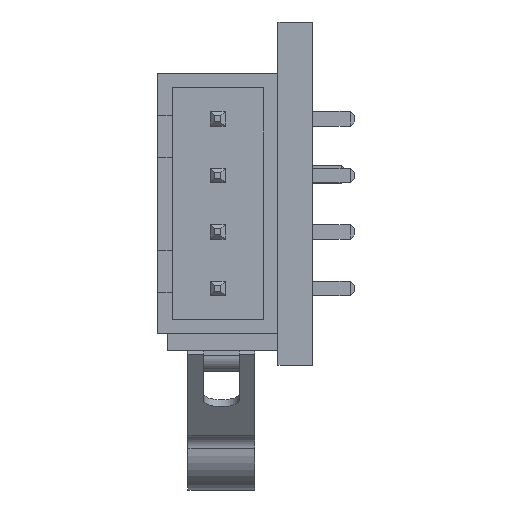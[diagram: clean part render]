
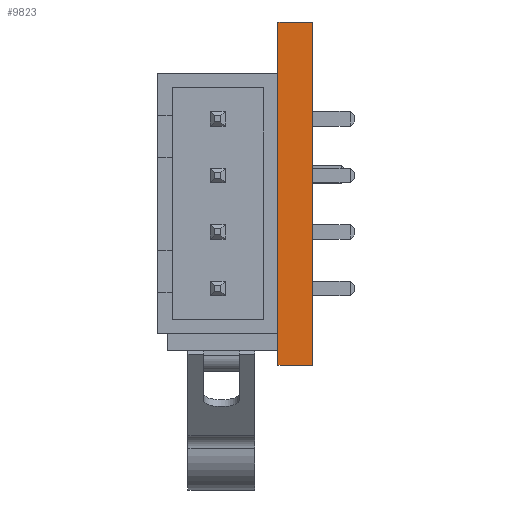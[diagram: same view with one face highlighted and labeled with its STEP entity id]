
A CAD part, left-side view. The second image highlights one B-rep face of the part: STEP entity #9823.
In plain terms, the highlighted planar face has unit normal (-1, 0, 0).
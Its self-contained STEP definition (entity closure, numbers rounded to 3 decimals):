
#352 = EDGE_CURVE ( 'NONE', #6479, #6978, #5132, .T. ) ;
#436 = DIRECTION ( 'NONE',  ( 0., -1., 0. ) ) ;
#593 = PLANE ( 'NONE',  #7112 ) ;
#688 = DIRECTION ( 'NONE',  ( 0., -1., 0. ) ) ;
#743 = VECTOR ( 'NONE', #2439, 1000. ) ;
#856 = VERTEX_POINT ( 'NONE', #5556 ) ;
#999 = CARTESIAN_POINT ( 'NONE',  ( -19.85, 1.65, -8.2 ) ) ;
#1211 = ORIENTED_EDGE ( 'NONE', *, *, #4273, .T. ) ;
#1474 = FACE_OUTER_BOUND ( 'NONE', #7448, .T. ) ;
#1506 = CARTESIAN_POINT ( 'NONE',  ( -19.85, 0., -8.2 ) ) ;
#1635 = DIRECTION ( 'NONE',  ( 0., 0., 1. ) ) ;
#1760 = LINE ( 'NONE', #6203, #2122 ) ;
#1934 = LINE ( 'NONE', #4005, #743 ) ;
#2122 = VECTOR ( 'NONE', #1635, 1000. ) ;
#2432 = ORIENTED_EDGE ( 'NONE', *, *, #2806, .F. ) ;
#2439 = DIRECTION ( 'NONE',  ( 0., 0., 1. ) ) ;
#2570 = EDGE_CURVE ( 'NONE', #856, #8876, #6907, .T. ) ;
#2806 = EDGE_CURVE ( 'NONE', #6479, #856, #1934, .T. ) ;
#4005 = CARTESIAN_POINT ( 'NONE',  ( -19.85, 1.65, 8.2 ) ) ;
#4273 = EDGE_CURVE ( 'NONE', #6978, #8876, #1760, .T. ) ;
#5132 = LINE ( 'NONE', #9030, #8387 ) ;
#5153 = CARTESIAN_POINT ( 'NONE',  ( -19.85, 1.65, 8.2 ) ) ;
#5556 = CARTESIAN_POINT ( 'NONE',  ( -19.85, 1.65, 8.2 ) ) ;
#6203 = CARTESIAN_POINT ( 'NONE',  ( -19.85, 0., 8.2 ) ) ;
#6479 = VERTEX_POINT ( 'NONE', #999 ) ;
#6715 = ORIENTED_EDGE ( 'NONE', *, *, #352, .T. ) ;
#6907 = LINE ( 'NONE', #7411, #8218 ) ;
#6978 = VERTEX_POINT ( 'NONE', #1506 ) ;
#7112 = AXIS2_PLACEMENT_3D ( 'NONE', #5153, #8104, #9013 ) ;
#7411 = CARTESIAN_POINT ( 'NONE',  ( -19.85, 1.65, 8.2 ) ) ;
#7448 = EDGE_LOOP ( 'NONE', ( #1211, #8522, #2432, #6715 ) ) ;
#8104 = DIRECTION ( 'NONE',  ( 1., 0., 0. ) ) ;
#8218 = VECTOR ( 'NONE', #436, 1000. ) ;
#8387 = VECTOR ( 'NONE', #688, 1000. ) ;
#8522 = ORIENTED_EDGE ( 'NONE', *, *, #2570, .F. ) ;
#8559 = CARTESIAN_POINT ( 'NONE',  ( -19.85, 0., 8.2 ) ) ;
#8876 = VERTEX_POINT ( 'NONE', #8559 ) ;
#9013 = DIRECTION ( 'NONE',  ( 0., 0., -1. ) ) ;
#9030 = CARTESIAN_POINT ( 'NONE',  ( -19.85, 1.65, -8.2 ) ) ;
#9823 = ADVANCED_FACE ( 'NONE', ( #1474 ), #593, .F. ) ;
